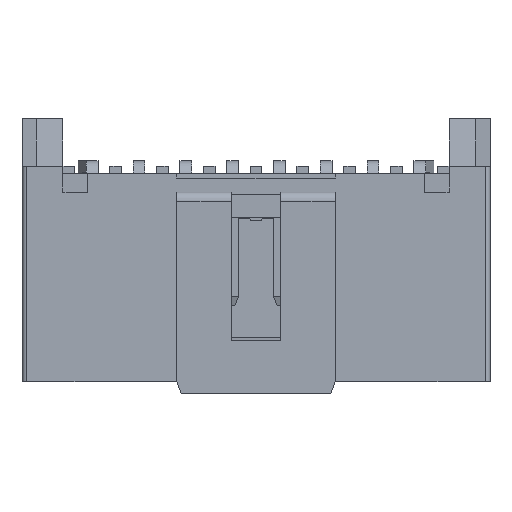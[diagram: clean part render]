
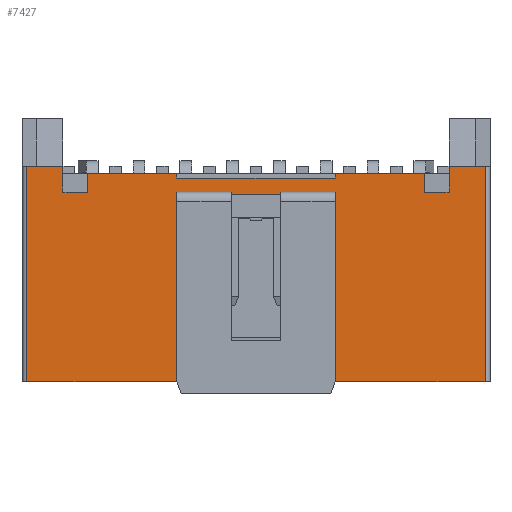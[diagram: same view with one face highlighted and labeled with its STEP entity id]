
A CAD part, top view. The second image highlights one B-rep face of the part: STEP entity #7427.
In plain terms, the highlighted planar face has unit normal (0, 0, 1).
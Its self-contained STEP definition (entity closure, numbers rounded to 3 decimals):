
#281=FACE_OUTER_BOUND('',#697,.T.);
#697=EDGE_LOOP('',(#5046,#5047,#5048,#5049,#5050,#5051,#5052,#5053,#5054,
#5055,#5056,#5057,#5058,#5059,#5060,#5061,#5062,#5063,#5064,#5065,#5066,
#5067,#5068,#5069));
#1263=LINE('',#10477,#2242);
#1271=LINE('',#10504,#2250);
#1293=LINE('',#10548,#2272);
#1296=LINE('',#10556,#2275);
#1297=LINE('',#10558,#2276);
#1298=LINE('',#10560,#2277);
#1299=LINE('',#10562,#2278);
#1300=LINE('',#10564,#2279);
#1301=LINE('',#10566,#2280);
#1302=LINE('',#10567,#2281);
#1303=LINE('',#10569,#2282);
#1304=LINE('',#10571,#2283);
#1305=LINE('',#10573,#2284);
#1306=LINE('',#10575,#2285);
#1307=LINE('',#10577,#2286);
#1308=LINE('',#10579,#2287);
#1309=LINE('',#10581,#2288);
#1310=LINE('',#10583,#2289);
#1311=LINE('',#10585,#2290);
#1312=LINE('',#10587,#2291);
#1313=LINE('',#10589,#2292);
#1314=LINE('',#10591,#2293);
#1315=LINE('',#10593,#2294);
#1316=LINE('',#10594,#2295);
#2242=VECTOR('',#8458,6.41);
#2250=VECTOR('',#8480,6.41);
#2272=VECTOR('',#8512,8.1);
#2275=VECTOR('',#8519,9.2);
#2276=VECTOR('',#8520,2.34);
#2277=VECTOR('',#8521,0.1);
#2278=VECTOR('',#8522,2.1);
#2279=VECTOR('',#8523,0.1);
#2280=VECTOR('',#8524,2.34);
#2281=VECTOR('',#8525,8.1);
#2282=VECTOR('',#8526,9.2);
#2283=VECTOR('',#8527,1.55);
#2284=VECTOR('',#8528,1.1);
#2285=VECTOR('',#8529,1.05);
#2286=VECTOR('',#8530,0.8);
#2287=VECTOR('',#8531,3.81);
#2288=VECTOR('',#8532,0.2);
#2289=VECTOR('',#8533,6.78);
#2290=VECTOR('',#8534,0.2);
#2291=VECTOR('',#8535,3.81);
#2292=VECTOR('',#8536,0.8);
#2293=VECTOR('',#8537,1.05);
#2294=VECTOR('',#8538,1.1);
#2295=VECTOR('',#8539,1.55);
#3219=VERTEX_POINT('',#10474);
#3220=VERTEX_POINT('',#10476);
#3231=VERTEX_POINT('',#10501);
#3232=VERTEX_POINT('',#10503);
#3249=VERTEX_POINT('',#10547);
#3252=VERTEX_POINT('',#10555);
#3253=VERTEX_POINT('',#10557);
#3254=VERTEX_POINT('',#10559);
#3255=VERTEX_POINT('',#10561);
#3256=VERTEX_POINT('',#10563);
#3257=VERTEX_POINT('',#10565);
#3258=VERTEX_POINT('',#10568);
#3259=VERTEX_POINT('',#10570);
#3260=VERTEX_POINT('',#10572);
#3261=VERTEX_POINT('',#10574);
#3262=VERTEX_POINT('',#10576);
#3263=VERTEX_POINT('',#10578);
#3264=VERTEX_POINT('',#10580);
#3265=VERTEX_POINT('',#10582);
#3266=VERTEX_POINT('',#10584);
#3267=VERTEX_POINT('',#10586);
#3268=VERTEX_POINT('',#10588);
#3269=VERTEX_POINT('',#10590);
#3270=VERTEX_POINT('',#10592);
#3909=EDGE_CURVE('',#3220,#3219,#1263,.T.);
#3923=EDGE_CURVE('',#3232,#3231,#1271,.T.);
#3945=EDGE_CURVE('',#3219,#3249,#1293,.T.);
#3949=EDGE_CURVE('',#3220,#3252,#1296,.T.);
#3950=EDGE_CURVE('',#3249,#3253,#1297,.T.);
#3951=EDGE_CURVE('',#3253,#3254,#1298,.T.);
#3952=EDGE_CURVE('',#3255,#3254,#1299,.T.);
#3953=EDGE_CURVE('',#3256,#3255,#1300,.T.);
#3954=EDGE_CURVE('',#3256,#3257,#1301,.T.);
#3955=EDGE_CURVE('',#3232,#3257,#1302,.T.);
#3956=EDGE_CURVE('',#3258,#3231,#1303,.T.);
#3957=EDGE_CURVE('',#3259,#3258,#1304,.T.);
#3958=EDGE_CURVE('',#3259,#3260,#1305,.T.);
#3959=EDGE_CURVE('',#3260,#3261,#1306,.T.);
#3960=EDGE_CURVE('',#3262,#3261,#1307,.T.);
#3961=EDGE_CURVE('',#3263,#3262,#1308,.T.);
#3962=EDGE_CURVE('',#3264,#3263,#1309,.T.);
#3963=EDGE_CURVE('',#3265,#3264,#1310,.T.);
#3964=EDGE_CURVE('',#3265,#3266,#1311,.T.);
#3965=EDGE_CURVE('',#3267,#3266,#1312,.T.);
#3966=EDGE_CURVE('',#3267,#3268,#1313,.T.);
#3967=EDGE_CURVE('',#3268,#3269,#1314,.T.);
#3968=EDGE_CURVE('',#3270,#3269,#1315,.T.);
#3969=EDGE_CURVE('',#3252,#3270,#1316,.T.);
#5046=ORIENTED_EDGE('',*,*,#3949,.F.);
#5047=ORIENTED_EDGE('',*,*,#3909,.T.);
#5048=ORIENTED_EDGE('',*,*,#3945,.T.);
#5049=ORIENTED_EDGE('',*,*,#3950,.T.);
#5050=ORIENTED_EDGE('',*,*,#3951,.T.);
#5051=ORIENTED_EDGE('',*,*,#3952,.F.);
#5052=ORIENTED_EDGE('',*,*,#3953,.F.);
#5053=ORIENTED_EDGE('',*,*,#3954,.T.);
#5054=ORIENTED_EDGE('',*,*,#3955,.F.);
#5055=ORIENTED_EDGE('',*,*,#3923,.T.);
#5056=ORIENTED_EDGE('',*,*,#3956,.F.);
#5057=ORIENTED_EDGE('',*,*,#3957,.F.);
#5058=ORIENTED_EDGE('',*,*,#3958,.T.);
#5059=ORIENTED_EDGE('',*,*,#3959,.T.);
#5060=ORIENTED_EDGE('',*,*,#3960,.F.);
#5061=ORIENTED_EDGE('',*,*,#3961,.F.);
#5062=ORIENTED_EDGE('',*,*,#3962,.F.);
#5063=ORIENTED_EDGE('',*,*,#3963,.F.);
#5064=ORIENTED_EDGE('',*,*,#3964,.T.);
#5065=ORIENTED_EDGE('',*,*,#3965,.F.);
#5066=ORIENTED_EDGE('',*,*,#3966,.T.);
#5067=ORIENTED_EDGE('',*,*,#3967,.T.);
#5068=ORIENTED_EDGE('',*,*,#3968,.F.);
#5069=ORIENTED_EDGE('',*,*,#3969,.F.);
#7055=PLANE('',#7876);
#7427=ADVANCED_FACE('',(#281),#7055,.T.);
#7876=AXIS2_PLACEMENT_3D('',#10554,#8517,#8518);
#8458=DIRECTION('',(1.,0.,0.));
#8480=DIRECTION('',(1.,0.,0.));
#8512=DIRECTION('',(0.,1.,0.));
#8517=DIRECTION('center_axis',(0.,0.,1.));
#8518=DIRECTION('ref_axis',(0.,-1.,0.));
#8519=DIRECTION('',(0.,1.,0.));
#8520=DIRECTION('',(1.,0.,0.));
#8521=DIRECTION('',(0.,-1.,0.));
#8522=DIRECTION('',(-1.,0.,0.));
#8523=DIRECTION('',(0.,-1.,0.));
#8524=DIRECTION('',(1.,0.,0.));
#8525=DIRECTION('',(0.,1.,0.));
#8526=DIRECTION('',(0.,-1.,0.));
#8527=DIRECTION('',(1.,0.,0.));
#8528=DIRECTION('',(0.,-1.,0.));
#8529=DIRECTION('',(-1.,0.,0.));
#8530=DIRECTION('',(0.,-1.,0.));
#8531=DIRECTION('',(1.,0.,0.));
#8532=DIRECTION('',(0.,1.,0.));
#8533=DIRECTION('',(1.,0.,0.));
#8534=DIRECTION('',(0.,1.,0.));
#8535=DIRECTION('',(1.,0.,0.));
#8536=DIRECTION('',(0.,-1.,0.));
#8537=DIRECTION('',(-1.,0.,0.));
#8538=DIRECTION('',(0.,-1.,0.));
#8539=DIRECTION('',(1.,0.,0.));
#10474=CARTESIAN_POINT('',(-3.39,-9.2,5.8));
#10476=CARTESIAN_POINT('',(-9.8,-9.2,5.8));
#10477=CARTESIAN_POINT('',(-9.8,-9.2,5.8));
#10501=CARTESIAN_POINT('',(9.8,-9.2,5.8));
#10503=CARTESIAN_POINT('',(3.39,-9.2,5.8));
#10504=CARTESIAN_POINT('',(3.39,-9.2,5.8));
#10547=CARTESIAN_POINT('',(-3.39,-1.1,5.8));
#10548=CARTESIAN_POINT('',(-3.39,-9.2,5.8));
#10554=CARTESIAN_POINT('Origin',(-10.,0.,5.8));
#10555=CARTESIAN_POINT('',(-9.8,0.,5.8));
#10556=CARTESIAN_POINT('',(-9.8,-9.2,5.8));
#10557=CARTESIAN_POINT('',(-1.05,-1.1,5.8));
#10558=CARTESIAN_POINT('',(-3.39,-1.1,5.8));
#10559=CARTESIAN_POINT('',(-1.05,-1.2,5.8));
#10560=CARTESIAN_POINT('',(-1.05,-1.1,5.8));
#10561=CARTESIAN_POINT('',(1.05,-1.2,5.8));
#10562=CARTESIAN_POINT('',(1.05,-1.2,5.8));
#10563=CARTESIAN_POINT('',(1.05,-1.1,5.8));
#10564=CARTESIAN_POINT('',(1.05,-1.1,5.8));
#10565=CARTESIAN_POINT('',(3.39,-1.1,5.8));
#10566=CARTESIAN_POINT('',(1.05,-1.1,5.8));
#10567=CARTESIAN_POINT('',(3.39,-9.2,5.8));
#10568=CARTESIAN_POINT('',(9.8,0.,5.8));
#10569=CARTESIAN_POINT('',(9.8,0.,5.8));
#10570=CARTESIAN_POINT('',(8.25,0.,5.8));
#10571=CARTESIAN_POINT('',(8.25,0.,5.8));
#10572=CARTESIAN_POINT('',(8.25,-1.1,5.8));
#10573=CARTESIAN_POINT('',(8.25,0.,5.8));
#10574=CARTESIAN_POINT('',(7.2,-1.1,5.8));
#10575=CARTESIAN_POINT('',(8.25,-1.1,5.8));
#10576=CARTESIAN_POINT('',(7.2,-0.3,5.8));
#10577=CARTESIAN_POINT('',(7.2,-0.3,5.8));
#10578=CARTESIAN_POINT('',(3.39,-0.3,5.8));
#10579=CARTESIAN_POINT('',(3.39,-0.3,5.8));
#10580=CARTESIAN_POINT('',(3.39,-0.5,5.8));
#10581=CARTESIAN_POINT('',(3.39,-0.5,5.8));
#10582=CARTESIAN_POINT('',(-3.39,-0.5,5.8));
#10583=CARTESIAN_POINT('',(-3.39,-0.5,5.8));
#10584=CARTESIAN_POINT('',(-3.39,-0.3,5.8));
#10585=CARTESIAN_POINT('',(-3.39,-0.5,5.8));
#10586=CARTESIAN_POINT('',(-7.2,-0.3,5.8));
#10587=CARTESIAN_POINT('',(-7.2,-0.3,5.8));
#10588=CARTESIAN_POINT('',(-7.2,-1.1,5.8));
#10589=CARTESIAN_POINT('',(-7.2,-0.3,5.8));
#10590=CARTESIAN_POINT('',(-8.25,-1.1,5.8));
#10591=CARTESIAN_POINT('',(-7.2,-1.1,5.8));
#10592=CARTESIAN_POINT('',(-8.25,0.,5.8));
#10593=CARTESIAN_POINT('',(-8.25,0.,5.8));
#10594=CARTESIAN_POINT('',(-9.8,0.,5.8));
